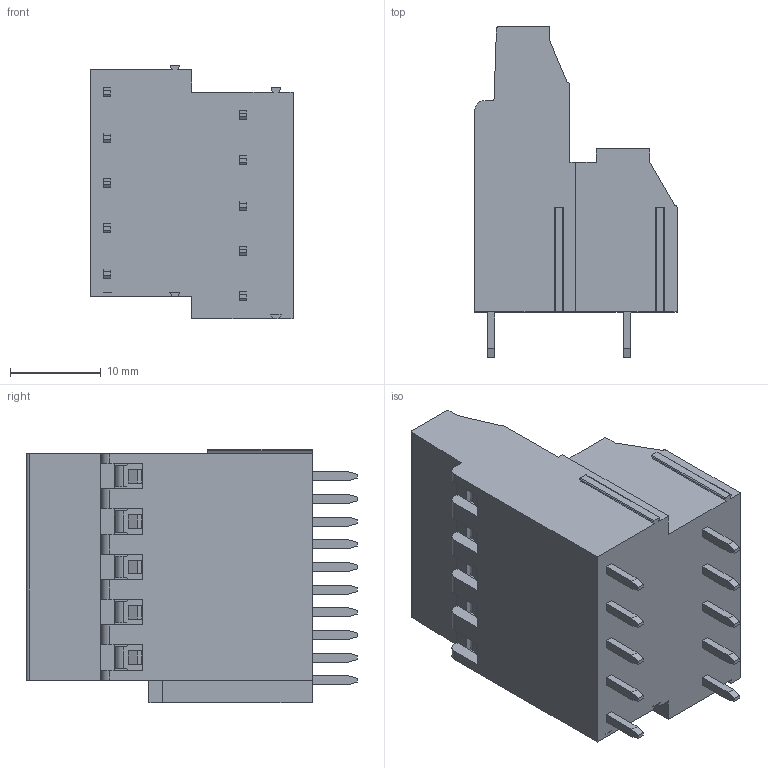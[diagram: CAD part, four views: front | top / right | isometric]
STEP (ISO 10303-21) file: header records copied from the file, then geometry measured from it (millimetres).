
FILE_DESCRIPTION( ('This file contains a STEP AP42 implementation' ,'as created by ZW3D STEP Interface translator.') ,'2;1' );
FILE_NAME( 'WJ130T2A-5.0-2x05P-00A.stp' ,'23 428.15 139', (''), ('ZWCAD Software Co.'), 'Version 1.0', 'ZW3D to STEP translator', '' );
FILE_SCHEMA(('AUTOMOTIVE_DESIGN { 1 0 10303 214 1 1 1 1 }'));
Length unit declared in the file: millimetre
Products named in the file (2): 0; wj130t2b-500-2x03p
Bounding box: 22.3 x 36.5 x 28 mm (x, y, z)
Volume: 11378.9 mm3; surface area: 6591 mm2
Topology: 1 solids, 1 shells, 1029 faces, 2644 edges, 1691 vertices
Faces by surface type: plane 677, cylinder 162, cone 80, torus 60, bspline 50
Entity records: 35514 total; most frequent: CARTESIAN_POINT 9625, ORIENTED_EDGE 5288, DIRECTION 4849, EDGE_CURVE 2644, VECTOR 1955, LINE 1955, VERTEX_POINT 1691, AXIS2_PLACEMENT_3D 1447
